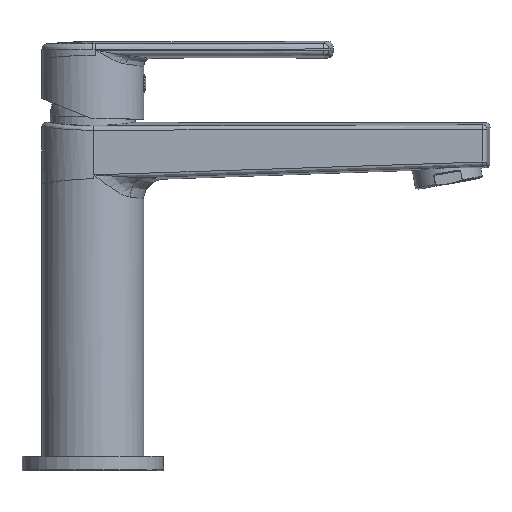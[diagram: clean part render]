
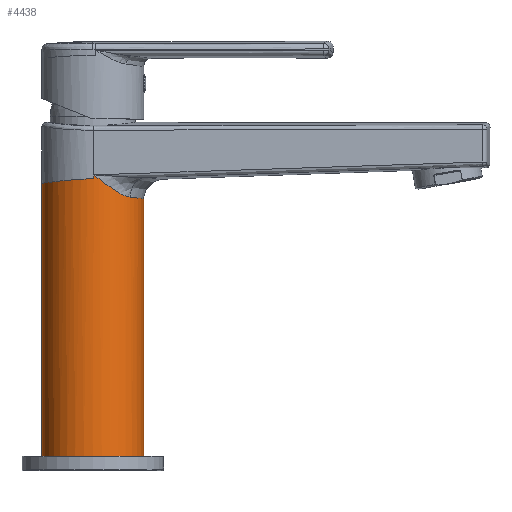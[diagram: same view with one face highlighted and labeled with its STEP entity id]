
A CAD part, top view. The second image highlights one B-rep face of the part: STEP entity #4438.
In plain terms, the highlighted cylindrical face has radius 18 mm (diameter 36 mm), a partial arc.
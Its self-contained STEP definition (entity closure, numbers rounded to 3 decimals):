
#265=DIRECTION('',(0.,1.,0.));
#266=VECTOR('',#265,90.962);
#267=CARTESIAN_POINT('',(18.,0.,0.));
#268=LINE('',#267,#266);
#339=DIRECTION('',(0.,-1.,0.));
#340=VECTOR('',#339,1.348);
#341=CARTESIAN_POINT('',(0.36,99.454,17.996));
#342=LINE('',#341,#340);
#343=CARTESIAN_POINT('',(-18.,96.465,0.));
#344=CARTESIAN_POINT('',(-18.,96.465,0.789));
#345=CARTESIAN_POINT('',(-17.896,96.48,2.37));
#346=CARTESIAN_POINT('',(-17.426,96.548,4.713));
#347=CARTESIAN_POINT('',(-16.656,96.656,6.963));
#348=CARTESIAN_POINT('',(-15.586,96.801,9.11));
#349=CARTESIAN_POINT('',(-14.248,96.971,11.086));
#350=CARTESIAN_POINT('',(-12.65,97.161,12.881));
#351=CARTESIAN_POINT('',(-10.831,97.357,14.443));
#352=CARTESIAN_POINT('',(-8.822,97.55,15.751));
#353=CARTESIAN_POINT('',(-6.654,97.73,16.782));
#354=CARTESIAN_POINT('',(-4.38,97.888,17.513));
#355=CARTESIAN_POINT('',(-2.023,98.017,17.939));
#356=CARTESIAN_POINT('',(-0.433,98.081,18.012));
#357=CARTESIAN_POINT('',(0.36,98.107,17.996));
#359=DIRECTION('',(0.,-1.,0.));
#360=VECTOR('',#359,96.465);
#361=CARTESIAN_POINT('',(-18.,96.465,0.));
#362=LINE('',#361,#360);
#363=CARTESIAN_POINT('',(0.,0.,0.));
#364=DIRECTION('',(0.,1.,0.));
#365=DIRECTION('',(-1.,0.,0.));
#366=AXIS2_PLACEMENT_3D('',#363,#364,#365);
#368=CARTESIAN_POINT('',(13.201,91.585,12.236));
#369=CARTESIAN_POINT('',(12.949,91.611,12.508));
#370=CARTESIAN_POINT('',(12.407,91.711,13.059));
#371=CARTESIAN_POINT('',(11.477,92.017,13.886));
#372=CARTESIAN_POINT('',(10.413,92.491,14.704));
#373=CARTESIAN_POINT('',(9.196,93.149,15.498));
#374=CARTESIAN_POINT('',(7.816,93.999,16.242));
#375=CARTESIAN_POINT('',(6.265,95.046,16.905));
#376=CARTESIAN_POINT('',(4.521,96.301,17.458));
#377=CARTESIAN_POINT('',(2.546,97.782,17.86));
#378=CARTESIAN_POINT('',(1.11,98.88,17.981));
#379=CARTESIAN_POINT('',(0.36,99.454,17.996));
#381=CARTESIAN_POINT('',(18.,90.962,
0.));
#382=CARTESIAN_POINT('',(18.,90.962,0.632));
#383=CARTESIAN_POINT('',(17.933,90.973,1.899));
#384=CARTESIAN_POINT('',(17.632,91.019,3.784));
#385=CARTESIAN_POINT('',(17.13,91.095,5.638));
#386=CARTESIAN_POINT('',(16.429,91.196,7.44));
#387=CARTESIAN_POINT('',(15.535,91.316,9.16));
#388=CARTESIAN_POINT('',(14.462,91.449,10.775));
#389=CARTESIAN_POINT('',(13.638,91.54,11.765));
#390=CARTESIAN_POINT('',(13.201,91.585,12.236));
#3516=VERTEX_POINT('',#343);
#3517=VERTEX_POINT('',#357);
#3736=CARTESIAN_POINT('',(18.,0.,0.));
#3737=CARTESIAN_POINT('',(-18.,0.,0.));
#3738=VERTEX_POINT('',#3736);
#3739=VERTEX_POINT('',#3737);
#3866=CARTESIAN_POINT('',(0.36,99.454,17.996));
#3867=VERTEX_POINT('',#3866);
#3869=VERTEX_POINT('',#368);
#3871=VERTEX_POINT('',#381);
#4422=CARTESIAN_POINT('',(0.,0.,0.));
#4423=DIRECTION('',(0.,1.,0.));
#4424=DIRECTION('',(1.,0.,0.));
#4425=AXIS2_PLACEMENT_3D('',#4422,#4423,#4424);
#4426=CYLINDRICAL_SURFACE('',#4425,18.);
#4427=ORIENTED_EDGE('',*,*,#4385,.F.);
#4428=ORIENTED_EDGE('',*,*,#4417,.F.);
#4429=ORIENTED_EDGE('',*,*,#4415,.T.);
#4430=ORIENTED_EDGE('',*,*,#4413,.F.);
#4432=ORIENTED_EDGE('',*,*,#4431,.F.);
#4434=ORIENTED_EDGE('',*,*,#4433,.F.);
#4435=ORIENTED_EDGE('',*,*,#4401,.F.);
#4436=EDGE_LOOP('',(#4427,#4428,#4429,#4430,#4432,#4434,#4435));
#4437=FACE_OUTER_BOUND('',#4436,.F.);
#4438=ADVANCED_FACE('',(#4437),#4426,.T.);
#358=B_SPLINE_CURVE_WITH_KNOTS('',3,(#343,#344,#345,#346,#347,#348,#349,#350,
#351,#352,#353,#354,#355,#356,#357),.UNSPECIFIED.,.F.,.F.,(4,1,1,1,1,1,1,1,1,1,
1,1,4),(0.,0.083,0.167,0.25,0.333,
0.417,0.5,0.583,0.667,0.75,
0.833,0.917,1.),.UNSPECIFIED.);
#367=CIRCLE('',#366,18.);
#380=B_SPLINE_CURVE_WITH_KNOTS('',3,(#368,#369,#370,#371,#372,#373,#374,#375,
#376,#377,#378,#379),.UNSPECIFIED.,.F.,.F.,(4,1,1,1,1,1,1,1,1,4),(0.,
0.111,0.222,0.333,0.444,
0.556,0.667,0.778,0.889,1.),
.UNSPECIFIED.);
#391=B_SPLINE_CURVE_WITH_KNOTS('',3,(#381,#382,#383,#384,#385,#386,#387,#388,
#389,#390),.UNSPECIFIED.,.F.,.F.,(4,1,1,1,1,1,1,4),(0.,0.143,
0.286,0.429,0.571,0.714,
0.857,1.),.UNSPECIFIED.);
#4385=EDGE_CURVE('',#3739,#3738,#367,.T.);
#4401=EDGE_CURVE('',#3738,#3871,#268,.T.);
#4413=EDGE_CURVE('',#3867,#3517,#342,.T.);
#4415=EDGE_CURVE('',#3516,#3517,#358,.T.);
#4417=EDGE_CURVE('',#3516,#3739,#362,.T.);
#4431=EDGE_CURVE('',#3869,#3867,#380,.T.);
#4433=EDGE_CURVE('',#3871,#3869,#391,.T.);
